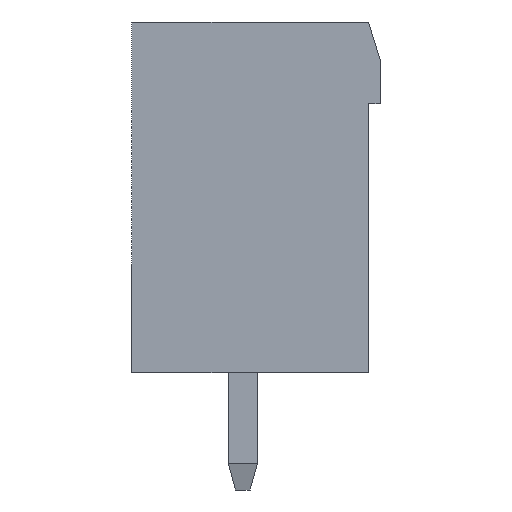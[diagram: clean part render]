
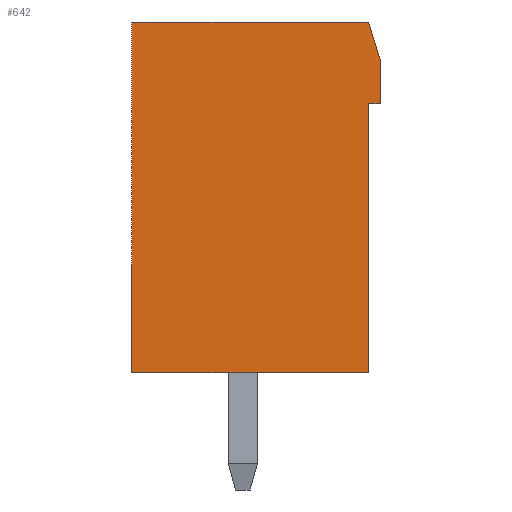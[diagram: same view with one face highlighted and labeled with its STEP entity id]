
A CAD part, left-side view. The second image highlights one B-rep face of the part: STEP entity #642.
In plain terms, the highlighted planar face has unit normal (-1, 0, 0).
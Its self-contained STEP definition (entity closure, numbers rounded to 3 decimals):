
#642 = ADVANCED_FACE( '', ( #1299 ), #1300, .T. );
#1299 = FACE_OUTER_BOUND( '', #1984, .T. );
#1300 = PLANE( '', #1985 );
#1984 = EDGE_LOOP( '', ( #3584, #3585, #3586, #3587, #3588, #3589, #3590 ) );
#1985 = AXIS2_PLACEMENT_3D( '', #3591, #3592, #3593 );
#3584 = ORIENTED_EDGE( '', *, *, #4192, .T. );
#3585 = ORIENTED_EDGE( '', *, *, #4630, .T. );
#3586 = ORIENTED_EDGE( '', *, *, #4194, .T. );
#3587 = ORIENTED_EDGE( '', *, *, #4693, .T. );
#3588 = ORIENTED_EDGE( '', *, *, #4585, .T. );
#3589 = ORIENTED_EDGE( '', *, *, #4526, .T. );
#3590 = ORIENTED_EDGE( '', *, *, #4542, .T. );
#3591 = CARTESIAN_POINT( '', ( -15.24, 0., 0. ) );
#3592 = DIRECTION( '', ( -1., 0., 0. ) );
#3593 = DIRECTION( '', ( 0., 0., 1. ) );
#4192 = EDGE_CURVE( '', #4998, #5002, #5004, .T. );
#4194 = EDGE_CURVE( '', #5006, #5007, #5008, .T. );
#4526 = EDGE_CURVE( '', #5562, #5563, #5564, .T. );
#4542 = EDGE_CURVE( '', #5563, #4998, #5587, .T. );
#4585 = EDGE_CURVE( '', #5645, #5562, #5646, .T. );
#4630 = EDGE_CURVE( '', #5002, #5006, #5708, .T. );
#4693 = EDGE_CURVE( '', #5007, #5645, #5803, .T. );
#4998 = VERTEX_POINT( '', #6222 );
#5002 = VERTEX_POINT( '', #6228 );
#5004 = LINE( '', #6231, #6232 );
#5006 = VERTEX_POINT( '', #6234 );
#5007 = VERTEX_POINT( '', #6235 );
#5008 = LINE( '', #6236, #6237 );
#5562 = VERTEX_POINT( '', #7078 );
#5563 = VERTEX_POINT( '', #7079 );
#5564 = LINE( '', #7080, #7081 );
#5587 = LINE( '', #7115, #7116 );
#5645 = VERTEX_POINT( '', #7203 );
#5646 = LINE( '', #7204, #7205 );
#5708 = LINE( '', #7299, #7300 );
#5803 = LINE( '', #7443, #7444 );
#6222 = CARTESIAN_POINT( '', ( -15.24, -4.45, 4.7 ) );
#6228 = CARTESIAN_POINT( '', ( -15.24, -4.05, 6. ) );
#6231 = CARTESIAN_POINT( '', ( -15.24, -4.45, 4.7 ) );
#6232 = VECTOR( '', #8047, 1000. );
#6234 = CARTESIAN_POINT( '', ( -15.24, 4.05, 6. ) );
#6235 = CARTESIAN_POINT( '', ( -15.24, 4.05, -6. ) );
#6236 = CARTESIAN_POINT( '', ( -15.24, 4.05, 6. ) );
#6237 = VECTOR( '', #8048, 1000. );
#7078 = CARTESIAN_POINT( '', ( -15.24, -4.05, 3.2 ) );
#7079 = CARTESIAN_POINT( '', ( -15.24, -4.45, 3.2 ) );
#7080 = CARTESIAN_POINT( '', ( -15.24, -4.05, 3.2 ) );
#7081 = VECTOR( '', #8351, 1000. );
#7115 = CARTESIAN_POINT( '', ( -15.24, -4.45, 3.2 ) );
#7116 = VECTOR( '', #8363, 1000. );
#7203 = CARTESIAN_POINT( '', ( -15.24, -4.05, -6. ) );
#7204 = CARTESIAN_POINT( '', ( -15.24, -4.05, -6. ) );
#7205 = VECTOR( '', #8396, 1000. );
#7299 = CARTESIAN_POINT( '', ( -15.24, -4.05, 6. ) );
#7300 = VECTOR( '', #8435, 1000. );
#7443 = CARTESIAN_POINT( '', ( -15.24, 4.05, -6. ) );
#7444 = VECTOR( '', #8496, 1000. );
#8047 = DIRECTION( '', ( 0., 0.294, 0.956 ) );
#8048 = DIRECTION( '', ( 0., 0., -1. ) );
#8351 = DIRECTION( '', ( 0., -1., 0. ) );
#8363 = DIRECTION( '', ( 0., 0., 1. ) );
#8396 = DIRECTION( '', ( 0., 0., 1. ) );
#8435 = DIRECTION( '', ( 0., 1., 0. ) );
#8496 = DIRECTION( '', ( 0., -1., 0. ) );
